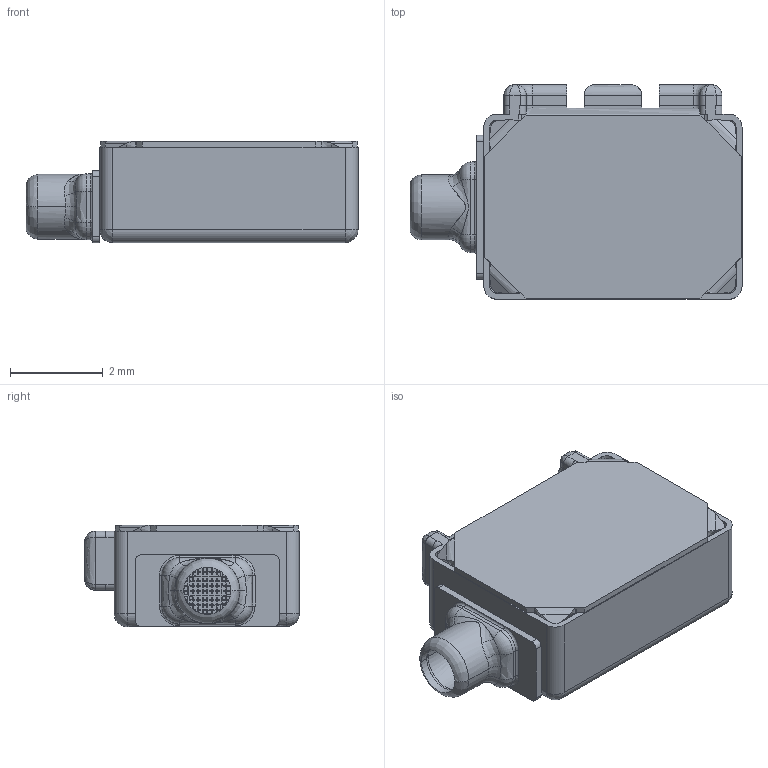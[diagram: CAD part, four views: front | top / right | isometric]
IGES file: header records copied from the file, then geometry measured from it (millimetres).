
Start section:  PTC IGES file: ea-23015-000_sw.igs
Global section: file name: ea-23015-000_sw.igs; native system: Creo Parametric by Parametric Technology Corporation; preprocessor: 2012480; author: LilWang; organization: Unknown; date: 20130425.133611; units: millimetre
Bounding box: 7.15 x 4.62 x 2.18 mm (x, y, z)
Surface area: 183.6 mm2 (no closed solid volume)
Topology: 0 solids, 0 shells, 724 faces, 4076 edges, 4071 vertices
Faces by surface type: bspline 585, revolution 139
